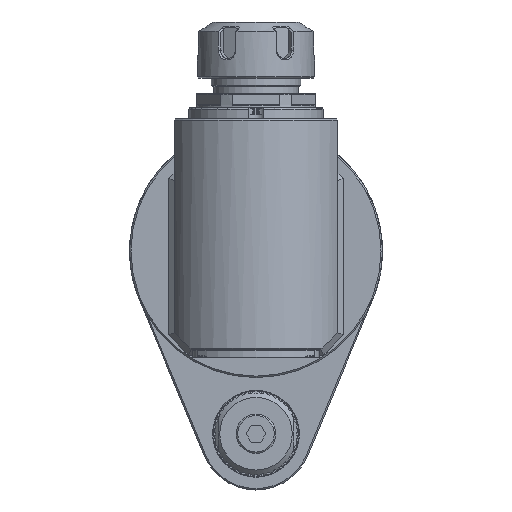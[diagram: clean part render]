
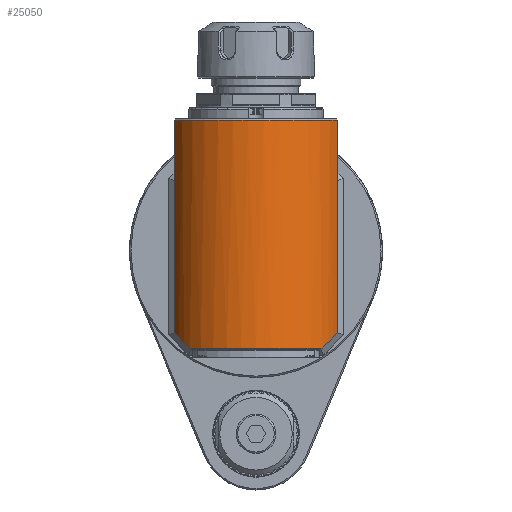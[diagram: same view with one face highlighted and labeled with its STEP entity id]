
A CAD part, front view. The second image highlights one B-rep face of the part: STEP entity #25050.
In plain terms, the highlighted cylindrical face has radius 32 mm (diameter 64 mm), a partial arc.
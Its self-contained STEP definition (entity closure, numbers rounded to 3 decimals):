
#2330=FACE_OUTER_BOUND('',#3892,.T.);
#3892=EDGE_LOOP('',(#18274,#18275,#18276,#18277,#18278,#18279));
#5338=ELLIPSE('',#26613,45.255,32.);
#5341=ELLIPSE('',#26909,45.255,32.);
#5708=CIRCLE('',#26908,32.);
#5709=CIRCLE('',#26910,32.);
#6903=LINE('',#38927,#8941);
#6904=LINE('',#38932,#8942);
#8941=VECTOR('',#30329,75.5);
#8942=VECTOR('',#30334,75.5);
#10910=VERTEX_POINT('',#37298);
#10911=VERTEX_POINT('',#37300);
#11127=VERTEX_POINT('',#38907);
#11130=VERTEX_POINT('',#38929);
#11131=VERTEX_POINT('',#38931);
#11132=VERTEX_POINT('',#38933);
#13509=EDGE_CURVE('',#10910,#10911,#5338,.T.);
#13854=EDGE_CURVE('',#11127,#10910,#6903,.T.);
#13855=EDGE_CURVE('',#11127,#11130,#5708,.T.);
#13856=EDGE_CURVE('',#11130,#11131,#6904,.T.);
#13857=EDGE_CURVE('',#11132,#11131,#5341,.T.);
#13858=EDGE_CURVE('',#10911,#11132,#5709,.T.);
#18274=ORIENTED_EDGE('',*,*,#13855,.T.);
#18275=ORIENTED_EDGE('',*,*,#13856,.T.);
#18276=ORIENTED_EDGE('',*,*,#13857,.F.);
#18277=ORIENTED_EDGE('',*,*,#13858,.F.);
#18278=ORIENTED_EDGE('',*,*,#13509,.F.);
#18279=ORIENTED_EDGE('',*,*,#13854,.F.);
#24590=CYLINDRICAL_SURFACE('',#26907,32.);
#25050=ADVANCED_FACE('',(#2330),#24590,.T.);
#26613=AXIS2_PLACEMENT_3D('',#37301,#29584,#29585);
#26907=AXIS2_PLACEMENT_3D('',#38928,#30330,#30331);
#26908=AXIS2_PLACEMENT_3D('',#38930,#30332,#30333);
#26909=AXIS2_PLACEMENT_3D('',#38934,#30335,#30336);
#26910=AXIS2_PLACEMENT_3D('',#38935,#30337,#30338);
#29584=DIRECTION('center_axis',(0.707,0.,-0.707));
#29585=DIRECTION('ref_axis',(-0.707,0.,-0.707));
#30329=DIRECTION('',(0.,0.,-1.));
#30330=DIRECTION('center_axis',(0.,0.,-1.));
#30331=DIRECTION('ref_axis',(-1.,0.,0.));
#30332=DIRECTION('center_axis',(0.,0.,-1.));
#30333=DIRECTION('ref_axis',(-1.,0.,0.));
#30334=DIRECTION('',(0.,0.,-1.));
#30335=DIRECTION('center_axis',(-0.707,0.,-0.707));
#30336=DIRECTION('ref_axis',(-0.707,0.,0.707));
#30337=DIRECTION('center_axis',(0.,0.,-1.));
#30338=DIRECTION('ref_axis',(0.734,-0.679,0.));
#37298=CARTESIAN_POINT('',(29.,-280.528,-29.));
#37300=CARTESIAN_POINT('',(23.5,-288.72,-34.5));
#37301=CARTESIAN_POINT('Origin',(0.,-267.,-58.));
#38907=CARTESIAN_POINT('',(29.,-280.528,46.5));
#38927=CARTESIAN_POINT('',(29.,-280.528,46.5));
#38928=CARTESIAN_POINT('Origin',(0.,-267.,-35.));
#38929=CARTESIAN_POINT('',(-29.,-280.528,46.5));
#38930=CARTESIAN_POINT('Origin',(0.,-267.,46.5));
#38931=CARTESIAN_POINT('',(-29.,-280.528,-29.));
#38932=CARTESIAN_POINT('',(-29.,-280.528,46.5));
#38933=CARTESIAN_POINT('',(-23.5,-288.72,-34.5));
#38934=CARTESIAN_POINT('Origin',(0.,-267.,-58.));
#38935=CARTESIAN_POINT('Origin',(0.,-267.,-34.5));
